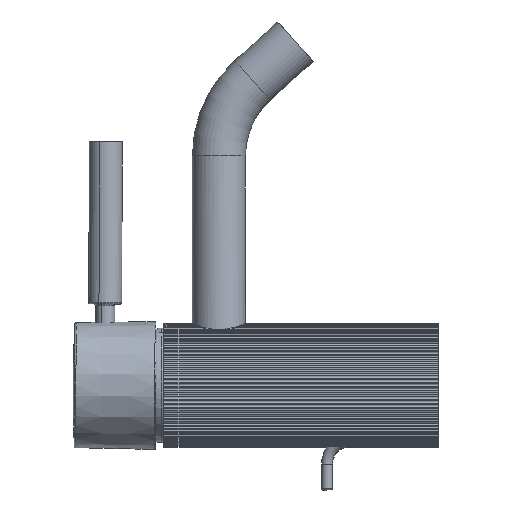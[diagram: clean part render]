
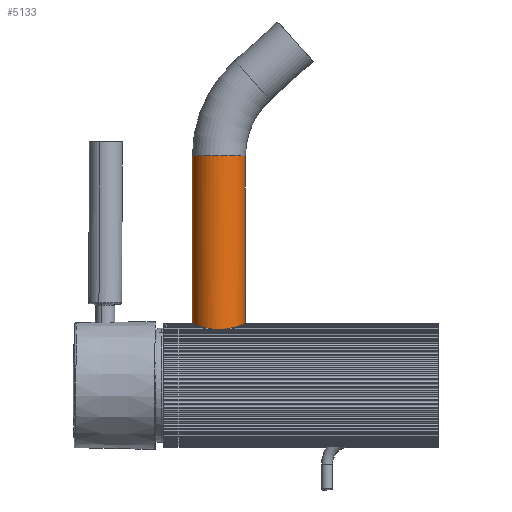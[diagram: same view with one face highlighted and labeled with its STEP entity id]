
A CAD part, left-side view. The second image highlights one B-rep face of the part: STEP entity #5133.
In plain terms, the highlighted cylindrical face has radius 9.65 mm (diameter 19.3 mm), a partial arc.
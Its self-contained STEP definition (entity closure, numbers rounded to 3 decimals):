
#467 = CARTESIAN_POINT ( 'NONE',  ( 2.5, 27.35, 0. ) ) ;
#487 = CARTESIAN_POINT ( 'NONE',  ( 1.716, 44.648, 5.893 ) ) ;
#659 = CARTESIAN_POINT ( 'NONE',  ( 1.972, 28.655, 4.856 ) ) ;
#716 = CARTESIAN_POINT ( 'NONE',  ( 0.892, 32.143, 8.362 ) ) ;
#750 = CARTESIAN_POINT ( 'NONE',  ( 63.452, 37., 0. ) ) ;
#1126 = CARTESIAN_POINT ( 'NONE',  ( 63.452, 37., 0. ) ) ;
#1257 = DIRECTION ( 'NONE',  ( -1., 0., 0. ) ) ;
#1269 = CARTESIAN_POINT ( 'NONE',  ( 63.452, 46.65, 0. ) ) ;
#1362 = ORIENTED_EDGE ( 'NONE', *, *, #5023, .F. ) ;
#1563 = CARTESIAN_POINT ( 'NONE',  ( 2.288, 46.148, 3.136 ) ) ;
#1609 = CARTESIAN_POINT ( 'NONE',  ( 0.772, 41.292, 8.649 ) ) ;
#1666 = CARTESIAN_POINT ( 'NONE',  ( 1.157, 42.893, 7.667 ) ) ;
#1726 = CARTESIAN_POINT ( 'NONE',  ( 1.783, 29.164, 5.64 ) ) ;
#2336 = CARTESIAN_POINT ( 'NONE',  ( 2.445, 27.478, 1.6 ) ) ;
#2458 = CARTESIAN_POINT ( 'NONE',  ( 0.363, 38.279, 9.57 ) ) ;
#2514 = CARTESIAN_POINT ( 'NONE',  ( 0.958, 42.117, 8.188 ) ) ;
#2629 = CARTESIAN_POINT ( 'NONE',  ( 1.157, 31.105, 7.665 ) ) ;
#2785 = EDGE_LOOP ( 'NONE', ( #3308, #10178, #6554, #1362 ) ) ;
#2798 = VERTEX_POINT ( 'NONE', #4093 ) ;
#2893 = DIRECTION ( 'NONE',  ( -1., 0., 0. ) ) ;
#3308 = ORIENTED_EDGE ( 'NONE', *, *, #10269, .F. ) ;
#3363 = CARTESIAN_POINT ( 'NONE',  ( 1.579, 44.251, 6.375 ) ) ;
#3542 = CARTESIAN_POINT ( 'NONE',  ( 0.558, 33.867, 9.149 ) ) ;
#3876 = CARTESIAN_POINT ( 'NONE',  ( 63.452, 46.65, 0. ) ) ;
#4093 = CARTESIAN_POINT ( 'NONE',  ( 63.452, 27.35, 0. ) ) ;
#4100 = CARTESIAN_POINT ( 'NONE',  ( 1.783, 44.835, 5.643 ) ) ;
#4115 = LINE ( 'NONE', #1269, #11463 ) ;
#4273 = CIRCLE ( 'NONE', #9118, 9.65 ) ;
#4330 = CARTESIAN_POINT ( 'NONE',  ( 2.141, 28.22, 4.016 ) ) ;
#4348 = CARTESIAN_POINT ( 'NONE',  ( 1.971, 45.345, 4.856 ) ) ;
#4357 = DIRECTION ( 'NONE',  ( 0., -1., 0. ) ) ;
#4444 = CARTESIAN_POINT ( 'NONE',  ( 0.333, 37.64, 9.634 ) ) ;
#4685 = VERTEX_POINT ( 'NONE', #11714 ) ;
#4926 = CARTESIAN_POINT ( 'NONE',  ( 2.493, 27.366, 0.647 ) ) ;
#4961 = DIRECTION ( 'NONE',  ( -1., 0., 0. ) ) ;
#5009 = CARTESIAN_POINT ( 'NONE',  ( 2.366, 46.334, 2.532 ) ) ;
#5023 = EDGE_CURVE ( 'NONE', #2798, #4685, #11618, .T. ) ;
#5133 = ADVANCED_FACE ( 'NONE', ( #7544 ), #11195, .T. ) ;
#5249 = CARTESIAN_POINT ( 'NONE',  ( 2.5, 46.65, 0. ) ) ;
#5306 = CARTESIAN_POINT ( 'NONE',  ( 0.767, 32.705, 8.664 ) ) ;
#5367 = CARTESIAN_POINT ( 'NONE',  ( 0.715, 41.006, 8.785 ) ) ;
#5423 = CARTESIAN_POINT ( 'NONE',  ( 0.894, 41.849, 8.349 ) ) ;
#5878 = AXIS2_PLACEMENT_3D ( 'NONE', #1126, #2893, #11918 ) ;
#5934 = CARTESIAN_POINT ( 'NONE',  ( 2.141, 45.782, 4.013 ) ) ;
#6163 = CARTESIAN_POINT ( 'NONE',  ( 1.911, 28.816, 5.123 ) ) ;
#6337 = CARTESIAN_POINT ( 'NONE',  ( 1.58, 29.747, 6.373 ) ) ;
#6554 = ORIENTED_EDGE ( 'NONE', *, *, #9173, .T. ) ;
#6753 = CARTESIAN_POINT ( 'NONE',  ( 2.366, 27.666, 2.532 ) ) ;
#6990 = CARTESIAN_POINT ( 'NONE',  ( 2.466, 27.431, 1.285 ) ) ;
#7016 = CARTESIAN_POINT ( 'NONE',  ( 63.452, 27.35, 0. ) ) ;
#7226 = VECTOR ( 'NONE', #1257, 1000. ) ;
#7544 = FACE_OUTER_BOUND ( 'NONE', #2785, .T. ) ;
#7927 = CARTESIAN_POINT ( 'NONE',  ( 2.5, 46.65, 0.318 ) ) ;
#8091 = CARTESIAN_POINT ( 'NONE',  ( 1.51, 29.959, 6.606 ) ) ;
#8146 = CARTESIAN_POINT ( 'NONE',  ( 0.325, 36.367, 9.65 ) ) ;
#8768 = CARTESIAN_POINT ( 'NONE',  ( 2.087, 45.644, 4.301 ) ) ;
#8895 = CARTESIAN_POINT ( 'NONE',  ( 2.493, 46.634, 0.636 ) ) ;
#8997 = CARTESIAN_POINT ( 'NONE',  ( 1.298, 30.624, 7.271 ) ) ;
#9110 = CARTESIAN_POINT ( 'NONE',  ( 0.326, 37.322, 9.65 ) ) ;
#9118 = AXIS2_PLACEMENT_3D ( 'NONE', #750, #9739, #4357 ) ;
#9173 = EDGE_CURVE ( 'NONE', #10731, #4685, #11173, .T. ) ;
#9599 = CARTESIAN_POINT ( 'NONE',  ( 1.91, 45.183, 5.124 ) ) ;
#9659 = CARTESIAN_POINT ( 'NONE',  ( 2.466, 46.571, 1.275 ) ) ;
#9739 = DIRECTION ( 'NONE',  ( 1., 0., 0. ) ) ;
#9771 = CARTESIAN_POINT ( 'NONE',  ( 2.5, 27.35, 0.323 ) ) ;
#9831 = CARTESIAN_POINT ( 'NONE',  ( 0.558, 40.135, 9.148 ) ) ;
#9853 = CARTESIAN_POINT ( 'NONE',  ( 2.446, 46.523, 1.594 ) ) ;
#9894 = CARTESIAN_POINT ( 'NONE',  ( 0.355, 35.733, 9.588 ) ) ;
#9956 = CARTESIAN_POINT ( 'NONE',  ( 1.297, 43.374, 7.273 ) ) ;
#10019 = CARTESIAN_POINT ( 'NONE',  ( 1.717, 29.35, 5.89 ) ) ;
#10178 = ORIENTED_EDGE ( 'NONE', *, *, #11353, .T. ) ;
#10269 = EDGE_CURVE ( 'NONE', #11297, #2798, #4273, .T. ) ;
#10731 = VERTEX_POINT ( 'NONE', #5249 ) ;
#10756 = CARTESIAN_POINT ( 'NONE',  ( 0.473, 39.534, 9.333 ) ) ;
#10877 = CARTESIAN_POINT ( 'NONE',  ( 0.473, 34.472, 9.335 ) ) ;
#10936 = CARTESIAN_POINT ( 'NONE',  ( 1.509, 44.039, 6.609 ) ) ;
#11173 = B_SPLINE_CURVE_WITH_KNOTS ( 'NONE', 3,
 ( #11732, #7927, #8895, #9659, #9853, #5009, #1563, #5934, #8768, #4348, #9599, #4100, #487, #3363, #10936, #9956, #1666, #2514, #5423, #1609, #5367, #9831, #10756, #11833, #2458, #4444, #9110, #8146, #9894, #10877, #3542, #5306, #716, #2629, #8997, #8091, #6337, #10019, #1726, #6163, #659, #11772, #4330, #11711, #6753, #2336, #6990, #4926, #9771, #467 ),
 .UNSPECIFIED., .F., .F.,
 ( 4, 2, 2, 2, 2, 2, 2, 2, 2, 2, 2, 2, 2, 2, 2, 2, 2, 2, 2, 2, 2, 2, 2, 2, 4 ),
 ( 0.031, 0.031, 0.032, 0.034, 0.035, 0.036, 0.037, 0.038, 0.04, 0.041, 0.042, 0.044, 0.045, 0.046, 0.048, 0.05, 0.052, 0.053, 0.054, 0.055, 0.056, 0.057, 0.059, 0.06, 0.061 ),
 .UNSPECIFIED. ) ;
#11195 = CYLINDRICAL_SURFACE ( 'NONE', #5878, 9.65 ) ;
#11297 = VERTEX_POINT ( 'NONE', #3876 ) ;
#11353 = EDGE_CURVE ( 'NONE', #11297, #10731, #4115, .T. ) ;
#11463 = VECTOR ( 'NONE', #4961, 1000. ) ;
#11618 = LINE ( 'NONE', #7016, #7226 ) ;
#11711 = CARTESIAN_POINT ( 'NONE',  ( 2.288, 27.851, 3.136 ) ) ;
#11714 = CARTESIAN_POINT ( 'NONE',  ( 2.5, 27.35, 0. ) ) ;
#11732 = CARTESIAN_POINT ( 'NONE',  ( 2.5, 46.65, 0. ) ) ;
#11772 = CARTESIAN_POINT ( 'NONE',  ( 2.087, 28.357, 4.303 ) ) ;
#11833 = CARTESIAN_POINT ( 'NONE',  ( 0.386, 38.599, 9.522 ) ) ;
#11918 = DIRECTION ( 'NONE',  ( 0., -1., 0. ) ) ;
